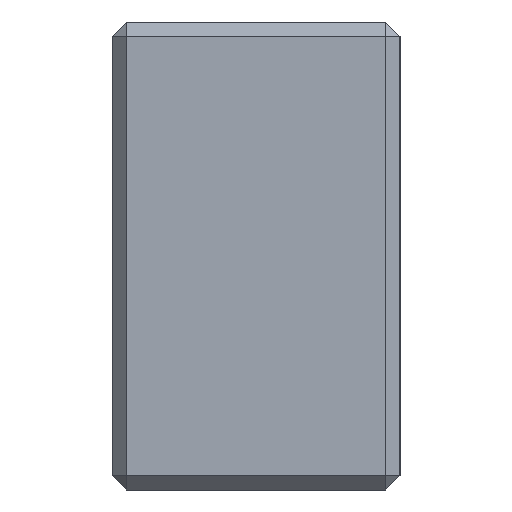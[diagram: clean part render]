
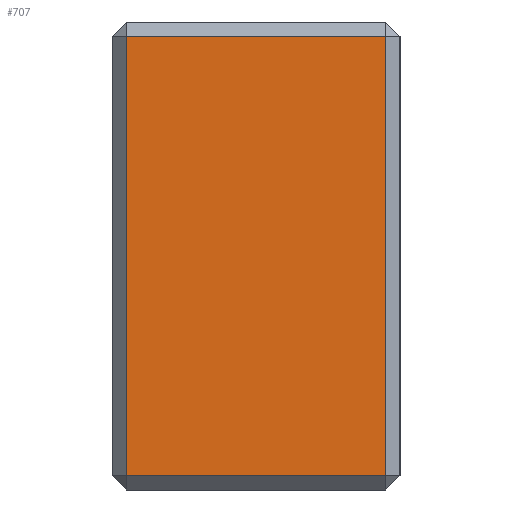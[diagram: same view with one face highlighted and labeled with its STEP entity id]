
A CAD part, left-side view. The second image highlights one B-rep face of the part: STEP entity #707.
In plain terms, the highlighted planar face has unit normal (-1, 0, 0).
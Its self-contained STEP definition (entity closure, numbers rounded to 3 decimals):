
#47=PLANE('',#777);
#91=FACE_OUTER_BOUND('',#140,.T.);
#140=EDGE_LOOP('',(#613,#614,#615,#616));
#233=LINE('',#1479,#295);
#235=LINE('',#1482,#297);
#241=LINE('',#1493,#303);
#243=LINE('',#1496,#305);
#295=VECTOR('',#913,10.);
#297=VECTOR('',#917,10.);
#303=VECTOR('',#933,10.);
#305=VECTOR('',#937,10.);
#347=VERTEX_POINT('',#1424);
#352=VERTEX_POINT('',#1438);
#353=VERTEX_POINT('',#1442);
#359=VERTEX_POINT('',#1460);
#441=EDGE_CURVE('',#353,#359,#233,.T.);
#443=EDGE_CURVE('',#359,#352,#235,.T.);
#449=EDGE_CURVE('',#347,#353,#241,.T.);
#451=EDGE_CURVE('',#352,#347,#243,.T.);
#613=ORIENTED_EDGE('',*,*,#441,.F.);
#614=ORIENTED_EDGE('',*,*,#449,.F.);
#615=ORIENTED_EDGE('',*,*,#451,.F.);
#616=ORIENTED_EDGE('',*,*,#443,.F.);
#707=ADVANCED_FACE('',(#91),#47,.T.);
#777=AXIS2_PLACEMENT_3D('',#1519,#945,#946);
#913=DIRECTION('',(0.,0.,-1.));
#917=DIRECTION('',(0.,1.,0.));
#933=DIRECTION('',(0.,-1.,0.));
#937=DIRECTION('',(0.,0.,1.));
#945=DIRECTION('center_axis',(-1.,0.,0.));
#946=DIRECTION('ref_axis',(0.,0.,1.));
#1424=CARTESIAN_POINT('',(-17.5,7.6,6.1));
#1438=CARTESIAN_POINT('',(-17.5,7.6,-6.1));
#1442=CARTESIAN_POINT('',(-17.5,0.4,6.1));
#1460=CARTESIAN_POINT('',(-17.5,0.4,-6.1));
#1479=CARTESIAN_POINT('',(-17.5,0.4,-3.25));
#1482=CARTESIAN_POINT('',(-17.5,0.,-6.1));
#1493=CARTESIAN_POINT('',(-17.5,0.,6.1));
#1496=CARTESIAN_POINT('',(-17.5,7.6,-3.25));
#1519=CARTESIAN_POINT('Origin',(-17.5,0.,-6.5));
